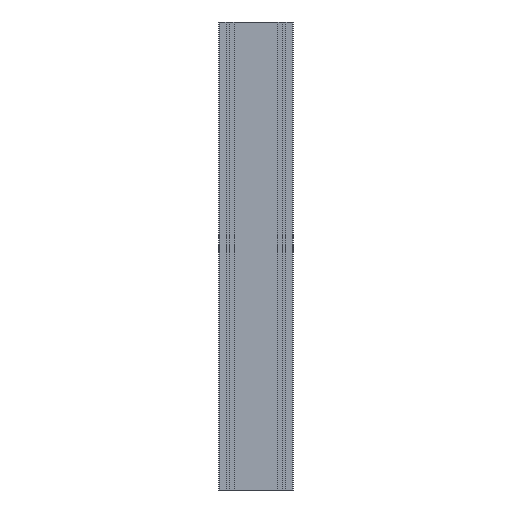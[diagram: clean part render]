
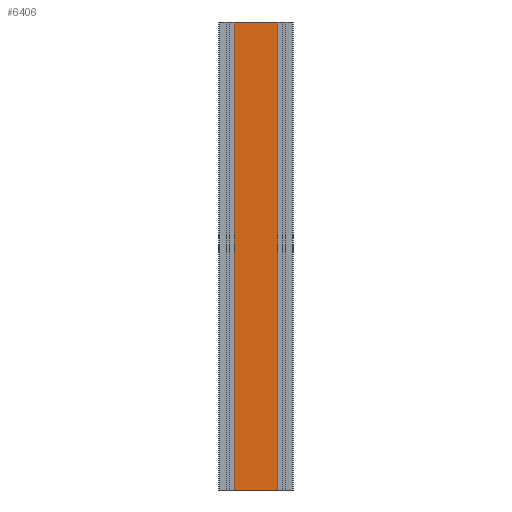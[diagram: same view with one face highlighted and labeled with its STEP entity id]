
A CAD part, left-side view. The second image highlights one B-rep face of the part: STEP entity #6406.
In plain terms, the highlighted planar face has unit normal (-1, 0, 0).
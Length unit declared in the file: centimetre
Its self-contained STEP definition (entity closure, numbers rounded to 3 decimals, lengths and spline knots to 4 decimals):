
#625=VERTEX_POINT('',#9479);
#626=VERTEX_POINT('',#9481);
#627=VERTEX_POINT('',#9485);
#628=VERTEX_POINT('',#9487);
#1314=VECTOR('',#7545,1.);
#1315=VECTOR('',#7549,1.);
#1316=VECTOR('',#7550,1.);
#1317=VECTOR('',#7551,1.);
#1970=LINE('',#9480,#1314);
#1971=LINE('',#9484,#1315);
#1972=LINE('',#9486,#1316);
#1973=LINE('',#9488,#1317);
#2641=EDGE_CURVE('',#626,#625,#1970,.T.);
#2643=EDGE_CURVE('',#625,#627,#1971,.T.);
#2644=EDGE_CURVE('',#628,#627,#1972,.T.);
#2645=EDGE_CURVE('',#628,#626,#1973,.T.);
#3685=ORIENTED_EDGE('',*,*,#2643,.T.);
#3686=ORIENTED_EDGE('',*,*,#2644,.F.);
#3687=ORIENTED_EDGE('',*,*,#2645,.T.);
#3688=ORIENTED_EDGE('',*,*,#2641,.T.);
#5666=EDGE_LOOP('',(#3685,#3686,#3687,#3688));
#6036=FACE_BOUND('',#5666,.T.);
#6406=ADVANCED_FACE('',(#6036),#11417,.T.);
#6766=AXIS2_PLACEMENT_3D('',#9483,#7548,$);
#7545=DIRECTION('',(0.,0.,1.));
#7548=DIRECTION('',(-1.,0.,0.));
#7549=DIRECTION('',(0.,1.,0.));
#7550=DIRECTION('',(0.,0.,1.));
#7551=DIRECTION('',(0.,-1.,0.));
#9479=CARTESIAN_POINT('',(1.15,-5.05,100.));
#9480=CARTESIAN_POINT('',(1.15,-5.05,0.));
#9481=CARTESIAN_POINT('',(1.15,-5.05,0.));
#9483=CARTESIAN_POINT('',(1.15,0.,0.));
#9484=CARTESIAN_POINT('',(1.15,5.05,100.));
#9485=CARTESIAN_POINT('',(1.15,5.05,100.));
#9486=CARTESIAN_POINT('',(1.15,5.05,0.));
#9487=CARTESIAN_POINT('',(1.15,5.05,0.));
#9488=CARTESIAN_POINT('',(1.15,5.05,0.));
#11417=PLANE('',#6766);
